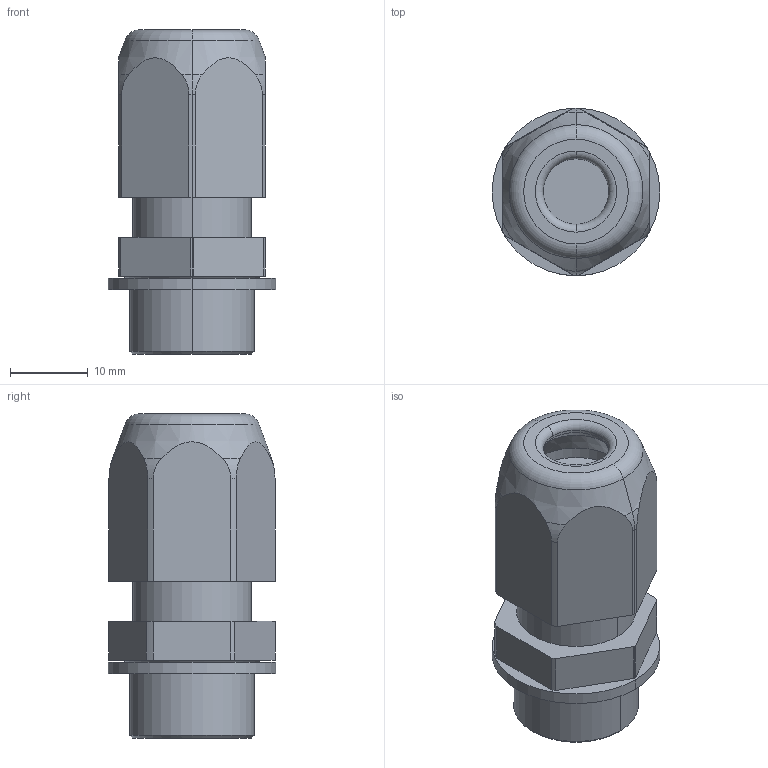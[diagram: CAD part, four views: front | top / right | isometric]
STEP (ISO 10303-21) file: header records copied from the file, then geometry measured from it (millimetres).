
FILE_DESCRIPTION(('CATIA V5 STEP Exchange','CAx-IF Rec.Pracs.--- Model Styling and Organization---1.4--- 2014-01-23'),'2;1');
FILE_NAME ('1210932-2_2_2721940000_2721940000.stp','2020-05-22T06:09:55+00:00',('none'),('Weidmueller'),'CATIA Version 5-6 Release 2016 SP3 HF44','CATIA V5 STEP AP214','none');
FILE_SCHEMA(('AUTOMOTIVE_DESIGN { 1 0 10303 214 1 1 1 1 }'));
Length unit declared in the file: millimetre
Products named in the file (1): 2721940000_VG M16 EXE 5-8 CR7J G4
Bounding box: 21.5 x 21.5 x 41.6 mm (x, y, z)
Volume: 7530.6 mm3; surface area: 6771.5 mm2
Topology: 4 solids, 4 shells, 88 faces, 204 edges, 130 vertices
Faces by surface type: cylinder 38, plane 26, torus 14, cone 10
Entity records: 2373 total; most frequent: CARTESIAN_POINT 527, ORIENTED_EDGE 408, DIRECTION 284, EDGE_CURVE 204, AXIS2_PLACEMENT_3D 158, VERTEX_POINT 130, CIRCLE 108, EDGE_LOOP 100
